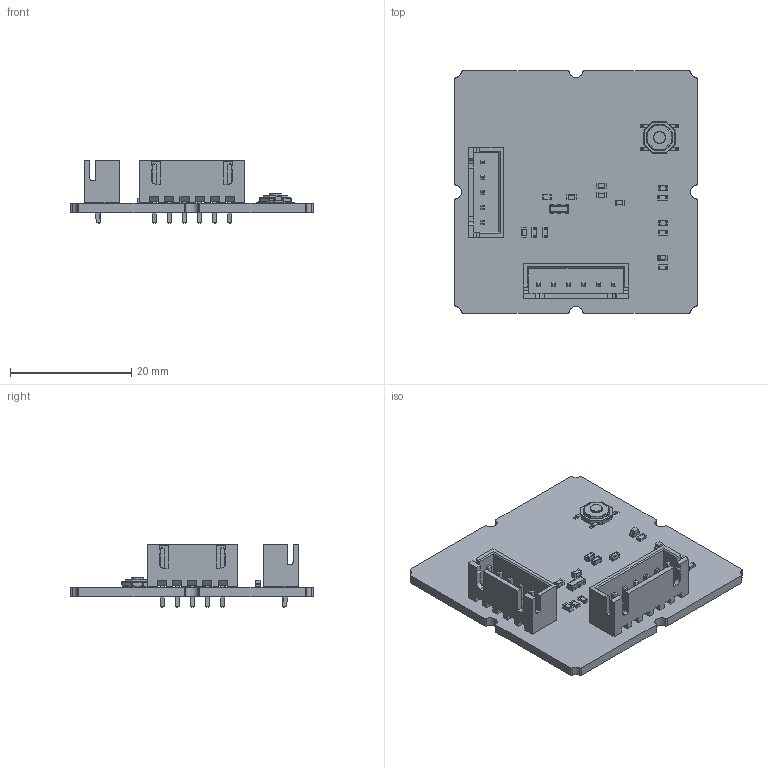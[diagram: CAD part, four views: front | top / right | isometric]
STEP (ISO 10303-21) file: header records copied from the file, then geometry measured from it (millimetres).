
FILE_DESCRIPTION(('KiCad electronic assembly'),'2;1');
FILE_NAME('MDBT50Q_Step.step','2025-06-19T13:43:06',('Pcbnew'),('Kicad') ,'Open CASCADE STEP processor 7.8','KiCad to STEP converter','Unknown' );
FILE_SCHEMA(('AUTOMOTIVE_DESIGN { 1 0 10303 214 1 1 1 1 }'));
Length unit declared in the file: millimetre
Products named in the file (9): MDBT50Q_Step 1; C_0603_1608Metric; SW_SPST_TL3342; LED_0603_1608Metric; JST_XH_B5B-XH-A_1x05_P2.50mm_Vertical; R_0603_1608Metric; Resonator_SMD_muRata_CSTxExxV-3Pin_3.0x1.1mm; JST_XH_B6B-XH-A_1x06_P2.50mm_Vertical; B-MDBT50Q-ATMS-BRK_PCB
Assembly tree (19 placements, depth 2):
  MDBT50Q_Step 1
    C_0603_1608Metric  x6
    SW_SPST_TL3342
    LED_0603_1608Metric  x3
    JST_XH_B5B-XH-A_1x05_P2.50mm_Vertical
    R_0603_1608Metric  x5
    Resonator_SMD_muRata_CSTxExxV-3Pin_3.0x1.1mm
    JST_XH_B6B-XH-A_1x06_P2.50mm_Vertical
    B-MDBT50Q-ATMS-BRK_PCB
Bounding box: 40 x 40 x 10.4 mm (x, y, z)
Volume: 3057.9 mm3; surface area: 5253.2 mm2
Topology: 19 solids, 20 shells, 1126 faces, 2941 edges, 1899 vertices
Faces by surface type: plane 889, cylinder 220, bspline 16, torus 1
Full cylindrical faces by diameter (mm): 0.95 x11, 2 x1
Entity records: 29735 total; most frequent: CARTESIAN_POINT 5076, ORIENTED_EDGE 4086, DIRECTION 3789, EDGE_CURVE 2043, LINE 1773, VECTOR 1773, VERTEX_POINT 1311, AXIS2_PLACEMENT_3D 1008
